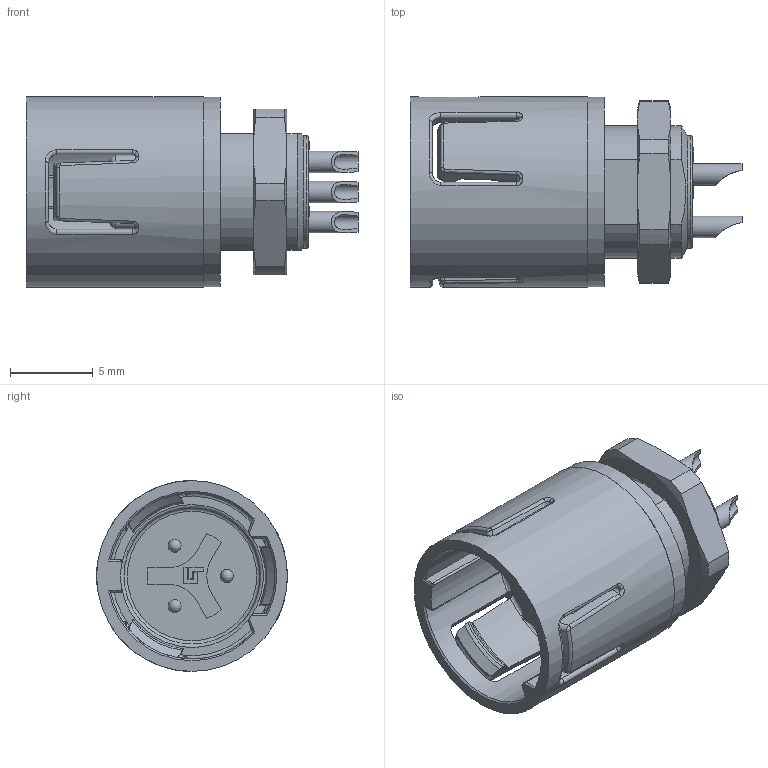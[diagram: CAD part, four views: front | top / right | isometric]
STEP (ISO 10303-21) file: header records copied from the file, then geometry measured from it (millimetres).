
FILE_DESCRIPTION(/* description */ (''),/* implementation_level */ '2;1');
FILE_NAME(/* name */ '99 9207 00 03 001_00.stp',/* time_stamp */ '2013-11-27T10:56:36+01:00',/* author */ (''),/* organization */ (''),/* preprocessor_version */ 'ST-DEVELOPER v14',/* originating_system */ 'SIEMENS PLM Software NX 8.0',/* authorisation */ '');
FILE_SCHEMA (('AUTOMOTIVE_DESIGN { 1 0 10303 214 3 1 1 1 }'));
Length unit declared in the file: millimetre
Products named in the file (1): cerl15F44869x20o
Bounding box: 20.01 x 11.5 x 11.5 mm (x, y, z)
Volume: 876.1 mm3; surface area: 1285.5 mm2
Topology: 1 solids, 1 shells, 301 faces, 802 edges, 504 vertices
Faces by surface type: plane 95, cylinder 86, bspline 38, torus 33, cone 33, extrusion 11, sphere 5
Full cylindrical faces by diameter (mm): 0.78 x3, 0.9 x3, 1.3 x3, 6.8 x1, 8.2 x1, 11.4 x1, 11.5 x1
Entity records: 11261 total; most frequent: CARTESIAN_POINT 4326, ORIENTED_EDGE 1512, DIRECTION 1328, EDGE_CURVE 756, AXIS2_PLACEMENT_3D 531, VERTEX_POINT 489, EDGE_LOOP 340, ADVANCED_FACE 301
